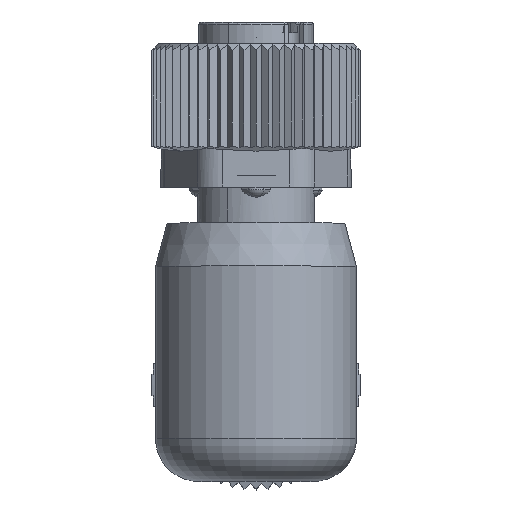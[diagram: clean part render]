
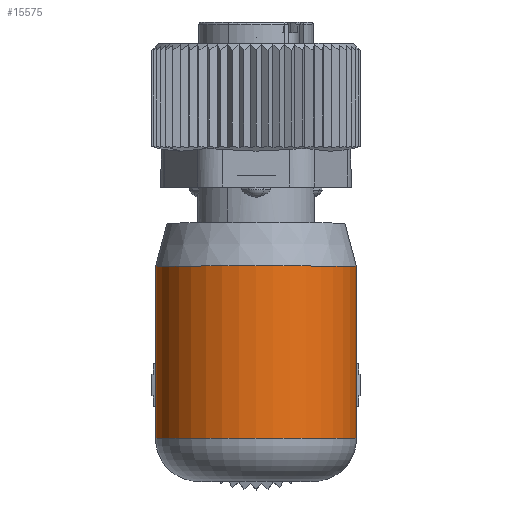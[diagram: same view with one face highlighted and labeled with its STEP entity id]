
A CAD part, top view. The second image highlights one B-rep face of the part: STEP entity #15575.
In plain terms, the highlighted cylindrical face has radius 7 mm (diameter 14 mm), a partial arc.
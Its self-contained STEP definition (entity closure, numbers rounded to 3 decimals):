
#15504=AXIS2_PLACEMENT_3D('Circle Axis2P3D',#15502,#15503,$) ;
#15548=AXIS2_PLACEMENT_3D('Cylinder Axis2P3D',#15545,#15546,#15547) ;
#15566=AXIS2_PLACEMENT_3D('Circle Axis2P3D',#15564,#15565,$) ;
#15499=CARTESIAN_POINT('Vertex',(14.261,3.3,177.)) ;
#15502=CARTESIAN_POINT('Axis2P3D Location',(7.261,3.3,177.)) ;
#15506=CARTESIAN_POINT('Vertex',(0.261,3.3,177.)) ;
#15545=CARTESIAN_POINT('Axis2P3D Location',(7.261,7.3,177.)) ;
#15550=CARTESIAN_POINT('Line Origine',(0.261,7.3,177.)) ;
#15554=CARTESIAN_POINT('Vertex',(0.261,15.3,177.)) ;
#15557=CARTESIAN_POINT('Line Origine',(14.261,7.3,177.)) ;
#15561=CARTESIAN_POINT('Vertex',(14.261,15.3,177.)) ;
#15564=CARTESIAN_POINT('Axis2P3D Location',(7.261,15.3,177.)) ;
#15503=DIRECTION('Axis2P3D Direction',(0.,-1.,0.)) ;
#15546=DIRECTION('Axis2P3D Direction',(0.,-1.,0.)) ;
#15547=DIRECTION('Axis2P3D XDirection',(-1.,0.,0.)) ;
#15551=DIRECTION('Vector Direction',(0.,-1.,0.)) ;
#15558=DIRECTION('Vector Direction',(0.,-1.,0.)) ;
#15565=DIRECTION('Axis2P3D Direction',(0.,-1.,0.)) ;
#15552=VECTOR('Line Direction',#15551,1.) ;
#15559=VECTOR('Line Direction',#15558,1.) ;
#15570=ORIENTED_EDGE('',*,*,#15556,.T.) ;
#15571=ORIENTED_EDGE('',*,*,#15508,.F.) ;
#15572=ORIENTED_EDGE('',*,*,#15563,.F.) ;
#15573=ORIENTED_EDGE('',*,*,#15568,.T.) ;
#15575=ADVANCED_FACE('Hauptk\X2\00F6\X0\rper',(#15574),#15549,.T.) ;
#15505=CIRCLE('generated circle',#15504,7.) ;
#15567=CIRCLE('generated circle',#15566,7.) ;
#15549=CYLINDRICAL_SURFACE('generated cylinder',#15548,7.) ;
#15508=EDGE_CURVE('',#15500,#15507,#15505,.T.) ;
#15556=EDGE_CURVE('',#15555,#15507,#15553,.T.) ;
#15563=EDGE_CURVE('',#15562,#15500,#15560,.T.) ;
#15568=EDGE_CURVE('',#15562,#15555,#15567,.T.) ;
#15569=EDGE_LOOP('',(#15570,#15571,#15572,#15573)) ;
#15574=FACE_OUTER_BOUND('',#15569,.T.) ;
#15553=LINE('Line',#15550,#15552) ;
#15560=LINE('Line',#15557,#15559) ;
#15500=VERTEX_POINT('',#15499) ;
#15507=VERTEX_POINT('',#15506) ;
#15555=VERTEX_POINT('',#15554) ;
#15562=VERTEX_POINT('',#15561) ;
